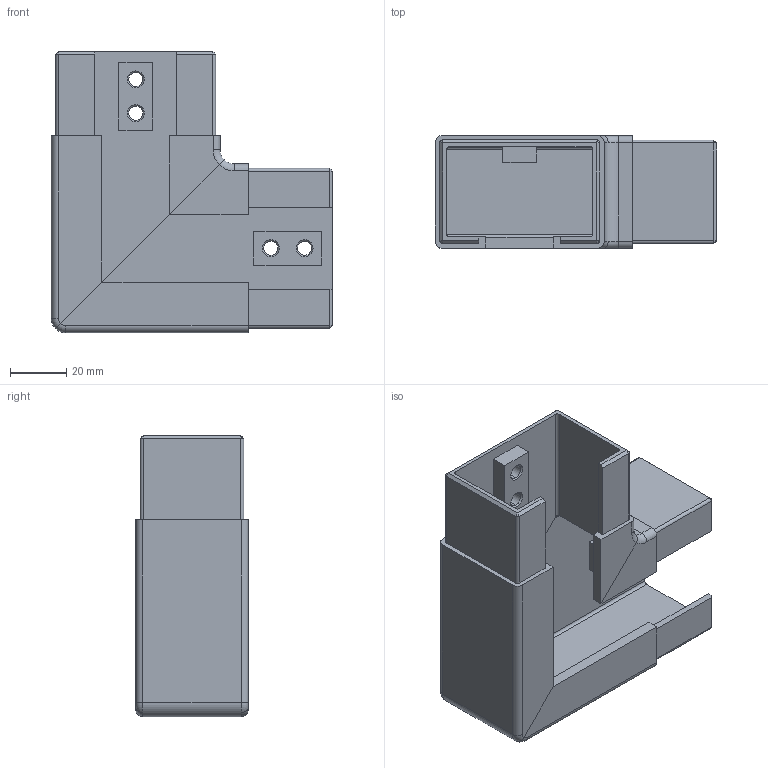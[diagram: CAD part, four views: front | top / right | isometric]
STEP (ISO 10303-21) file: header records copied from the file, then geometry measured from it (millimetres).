
FILE_DESCRIPTION (( 'STEP AP203' ), '1' );
FILE_NAME ('60358-240.STEP', '2020-11-25T14:28:06', ( '' ), ( '' ), 'SwSTEP 2.0', 'SolidWorks 2018', '' );
FILE_SCHEMA (( 'CONFIG_CONTROL_DESIGN' ));
Length unit declared in the file: millimetre
Products named in the file (2): 60358-240
Bounding box: 100 x 40 x 100 mm (x, y, z)
Volume: 74673.2 mm3; surface area: 45722.2 mm2
Topology: 1 solids, 1 shells, 421 faces, 1099 edges, 706 vertices
Faces by surface type: plane 210, bspline 145, cylinder 34, cone 24, torus 8
Entity records: 20894 total; most frequent: CARTESIAN_POINT 11385, ORIENTED_EDGE 2182, DIRECTION 1445, EDGE_CURVE 1091, VERTEX_POINT 706, VECTOR 705, LINE 705, EDGE_LOOP 463
